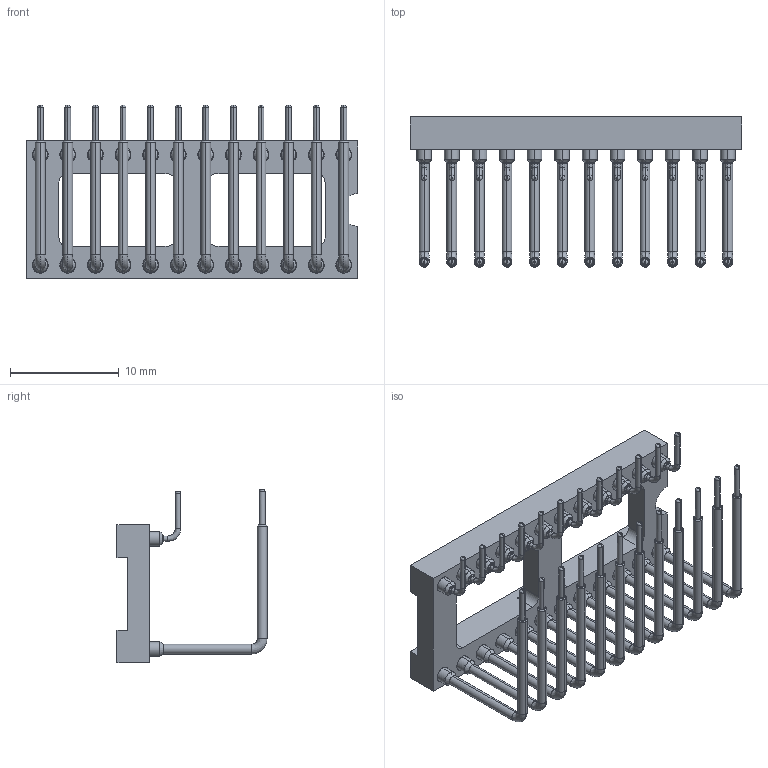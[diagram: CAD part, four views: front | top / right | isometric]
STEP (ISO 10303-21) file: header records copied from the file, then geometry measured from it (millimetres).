
FILE_DESCRIPTION( ('This file contains a STEP AP42 implementation' ,'as created by ZW3D STEP Interface translator.') ,'2;1' );
FILE_NAME( '7110-30324RXX097X1.stp' ,'231219.105237', (''), ('ZWCAD Software Co.'), 'Version 1.0', 'ZW3D to STEP translator', '' );
FILE_SCHEMA(('AUTOMOTIVE_DESIGN { 1 0 10303 214 1 1 1 1 }'));
Length unit declared in the file: millimetre
Products named in the file (2): 0; 7110-30324RXX097X1
Bounding box: 30.48 x 13.81 x 16 mm (x, y, z)
Volume: 772.2 mm3; surface area: 3001.2 mm2
Topology: 1 solids, 1 shells, 2043 faces, 4941 edges, 3102 vertices
Faces by surface type: bspline 864, plane 605, cone 468, cylinder 106
Entity records: 116425 total; most frequent: CARTESIAN_POINT 80030, ORIENTED_EDGE 10074, EDGE_CURVE 4941, B_SPLINE_CURVE_WITH_KNOTS 4749, VERTEX_POINT 3102, DIRECTION 2456, EDGE_LOOP 2249, FACE_OUTER_BOUND 2043
